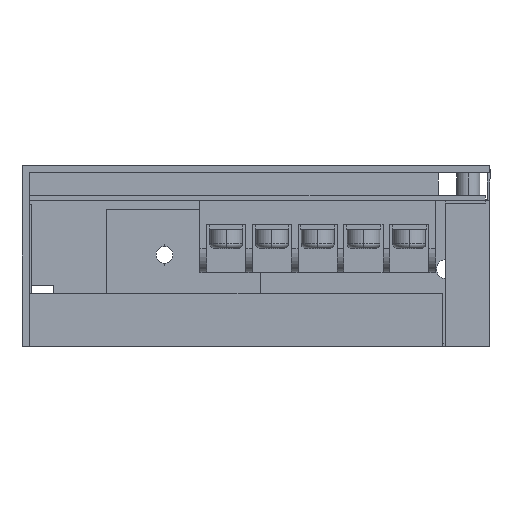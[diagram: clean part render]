
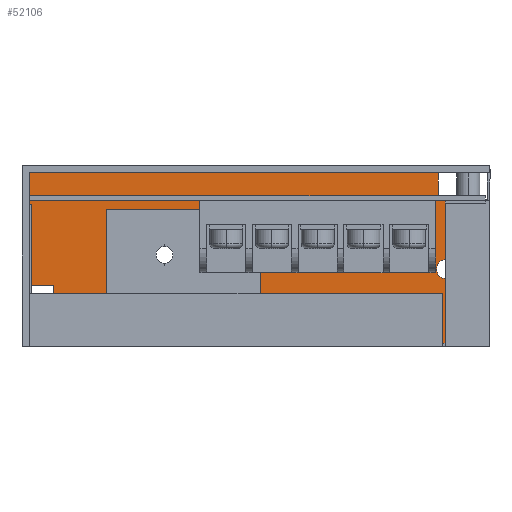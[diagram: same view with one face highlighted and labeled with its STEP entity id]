
A CAD part, left-side view. The second image highlights one B-rep face of the part: STEP entity #52106.
In plain terms, the highlighted planar face has unit normal (-1, 0, 0).
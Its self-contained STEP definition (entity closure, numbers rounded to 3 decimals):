
#453 = DIRECTION ( 'NONE',  ( 0., 1., 0. ) ) ;
#653 = DIRECTION ( 'NONE',  ( 1., 0., 0. ) ) ;
#2031 = CARTESIAN_POINT ( 'NONE',  ( 47.142, -68.667, 12.6 ) ) ;
#2213 = EDGE_CURVE ( 'NONE', #34174, #10803, #58705, .T. ) ;
#2418 = VERTEX_POINT ( 'NONE', #23744 ) ;
#4930 = ORIENTED_EDGE ( 'NONE', *, *, #23585, .T. ) ;
#5878 = ORIENTED_EDGE ( 'NONE', *, *, #46919, .F. ) ;
#6264 = CARTESIAN_POINT ( 'NONE',  ( 47.142, -58.667, 36.5 ) ) ;
#6860 = FACE_BOUND ( 'NONE', #29169, .T. ) ;
#6892 = LINE ( 'NONE', #12000, #11261 ) ;
#9173 = CARTESIAN_POINT ( 'NONE',  ( 47.142, -60.267, 14. ) ) ;
#9179 = LINE ( 'NONE', #32079, #29025 ) ;
#10570 = ORIENTED_EDGE ( 'NONE', *, *, #39922, .T. ) ;
#10803 = VERTEX_POINT ( 'NONE', #30133 ) ;
#11261 = VECTOR ( 'NONE', #33997, 1000. ) ;
#11373 = CARTESIAN_POINT ( 'NONE',  ( 47.142, -68.667, 12.6 ) ) ;
#11782 = EDGE_CURVE ( 'NONE', #10803, #34174, #36843, .T. ) ;
#12000 = CARTESIAN_POINT ( 'NONE',  ( 47.142, -68.667, 12.6 ) ) ;
#12155 = LINE ( 'NONE', #26593, #57277 ) ;
#12683 = CARTESIAN_POINT ( 'NONE',  ( 47.142, 26.133, 36. ) ) ;
#13260 = LINE ( 'NONE', #30736, #16540 ) ;
#13691 = LINE ( 'NONE', #50409, #28055 ) ;
#13771 = ORIENTED_EDGE ( 'NONE', *, *, #52230, .F. ) ;
#13981 = DIRECTION ( 'NONE',  ( 0., -1., 0. ) ) ;
#14403 = CARTESIAN_POINT ( 'NONE',  ( 47.142, 21.133, 0.6 ) ) ;
#15499 = CARTESIAN_POINT ( 'NONE',  ( 47.142, 26.133, 30.5 ) ) ;
#16540 = VECTOR ( 'NONE', #54212, 1000. ) ;
#17275 = ORIENTED_EDGE ( 'NONE', *, *, #54605, .F. ) ;
#19070 = VECTOR ( 'NONE', #52908, 1000. ) ;
#19103 = VECTOR ( 'NONE', #52233, 1000. ) ;
#19557 = CARTESIAN_POINT ( 'NONE',  ( 47.142, 26.133, 12.6 ) ) ;
#19718 = EDGE_CURVE ( 'NONE', #34319, #21378, #6892, .T. ) ;
#21378 = VERTEX_POINT ( 'NONE', #48667 ) ;
#22292 = DIRECTION ( 'NONE',  ( 0., 0., 1. ) ) ;
#22735 = CARTESIAN_POINT ( 'NONE',  ( 47.142, -58.667, 30.5 ) ) ;
#23512 = ORIENTED_EDGE ( 'NONE', *, *, #2213, .T. ) ;
#23515 = EDGE_CURVE ( 'NONE', #55899, #54755, #36903, .T. ) ;
#23585 = EDGE_CURVE ( 'NONE', #56570, #57864, #52530, .T. ) ;
#23744 = CARTESIAN_POINT ( 'NONE',  ( 47.142, -58.667, 36. ) ) ;
#25173 = VERTEX_POINT ( 'NONE', #51350 ) ;
#25220 = DIRECTION ( 'NONE',  ( 0., 0., -1. ) ) ;
#25305 = DIRECTION ( 'NONE',  ( 0., 0., -1. ) ) ;
#25367 = ORIENTED_EDGE ( 'NONE', *, *, #47911, .T. ) ;
#26593 = CARTESIAN_POINT ( 'NONE',  ( 47.142, -68.667, 0.6 ) ) ;
#27846 = CARTESIAN_POINT ( 'NONE',  ( 47.142, 10.233, 28.5 ) ) ;
#28055 = VECTOR ( 'NONE', #13981, 1000. ) ;
#28404 = DIRECTION ( 'NONE',  ( 1., 0., 0. ) ) ;
#29025 = VECTOR ( 'NONE', #54078, 1000. ) ;
#29169 = EDGE_LOOP ( 'NONE', ( #51317, #5878, #42636, #54912 ) ) ;
#30133 = CARTESIAN_POINT ( 'NONE',  ( 47.142, -60.267, 18. ) ) ;
#30258 = VERTEX_POINT ( 'NONE', #39930 ) ;
#30736 = CARTESIAN_POINT ( 'NONE',  ( 47.142, -68.667, 36. ) ) ;
#31588 = VECTOR ( 'NONE', #453, 1000. ) ;
#32079 = CARTESIAN_POINT ( 'NONE',  ( 47.142, 10.233, 6.5 ) ) ;
#32618 = VECTOR ( 'NONE', #40855, 1000. ) ;
#32884 = VECTOR ( 'NONE', #40435, 1000. ) ;
#32887 = DIRECTION ( 'NONE',  ( 0., 0., -1. ) ) ;
#33613 = AXIS2_PLACEMENT_3D ( 'NONE', #11373, #53215, #25220 ) ;
#33997 = DIRECTION ( 'NONE',  ( 0., 0., -1. ) ) ;
#34174 = VERTEX_POINT ( 'NONE', #9173 ) ;
#34259 = FACE_BOUND ( 'NONE', #43952, .T. ) ;
#34319 = VERTEX_POINT ( 'NONE', #42006 ) ;
#34465 = EDGE_LOOP ( 'NONE', ( #57055, #4930, #48178, #25367, #10570, #49954, #17275, #13771 ) ) ;
#34958 = AXIS2_PLACEMENT_3D ( 'NONE', #46726, #653, #32887 ) ;
#35209 = ORIENTED_EDGE ( 'NONE', *, *, #11782, .T. ) ;
#36507 = CARTESIAN_POINT ( 'NONE',  ( 47.142, 10.233, 28.5 ) ) ;
#36843 = CIRCLE ( 'NONE', #34958, 2. ) ;
#36903 = LINE ( 'NONE', #27846, #31588 ) ;
#37029 = CARTESIAN_POINT ( 'NONE',  ( 47.142, -21.767, 28.5 ) ) ;
#38358 = CARTESIAN_POINT ( 'NONE',  ( 47.142, 10.233, 28.5 ) ) ;
#39922 = EDGE_CURVE ( 'NONE', #50813, #21378, #12155, .T. ) ;
#39930 = CARTESIAN_POINT ( 'NONE',  ( 47.142, 10.233, 6.5 ) ) ;
#40435 = DIRECTION ( 'NONE',  ( 0., 0., -1. ) ) ;
#40855 = DIRECTION ( 'NONE',  ( 0., 0., -1. ) ) ;
#42006 = CARTESIAN_POINT ( 'NONE',  ( 47.142, -68.667, 30.5 ) ) ;
#42636 = ORIENTED_EDGE ( 'NONE', *, *, #48972, .F. ) ;
#42879 = CARTESIAN_POINT ( 'NONE',  ( 47.142, -21.767, 28.5 ) ) ;
#42995 = PLANE ( 'NONE',  #33613 ) ;
#43952 = EDGE_LOOP ( 'NONE', ( #23512, #35209 ) ) ;
#45247 = AXIS2_PLACEMENT_3D ( 'NONE', #51296, #28404, #25305 ) ;
#45478 = LINE ( 'NONE', #37029, #51937 ) ;
#46618 = CARTESIAN_POINT ( 'NONE',  ( 47.142, -21.767, 6.5 ) ) ;
#46726 = CARTESIAN_POINT ( 'NONE',  ( 47.142, -60.267, 16. ) ) ;
#46919 = EDGE_CURVE ( 'NONE', #52037, #55899, #45478, .T. ) ;
#47339 = LINE ( 'NONE', #57250, #53966 ) ;
#47519 = LINE ( 'NONE', #6264, #32618 ) ;
#47911 = EDGE_CURVE ( 'NONE', #25173, #50813, #47339, .T. ) ;
#48178 = ORIENTED_EDGE ( 'NONE', *, *, #50943, .T. ) ;
#48233 = DIRECTION ( 'NONE',  ( 0., 0., -1. ) ) ;
#48667 = CARTESIAN_POINT ( 'NONE',  ( 47.142, -68.667, 0.6 ) ) ;
#48923 = VERTEX_POINT ( 'NONE', #22735 ) ;
#48972 = EDGE_CURVE ( 'NONE', #30258, #52037, #9179, .T. ) ;
#49954 = ORIENTED_EDGE ( 'NONE', *, *, #19718, .F. ) ;
#50409 = CARTESIAN_POINT ( 'NONE',  ( 47.142, -68.667, 30.5 ) ) ;
#50813 = VERTEX_POINT ( 'NONE', #14403 ) ;
#50943 = EDGE_CURVE ( 'NONE', #57864, #25173, #52616, .T. ) ;
#51296 = CARTESIAN_POINT ( 'NONE',  ( 47.142, -60.267, 16. ) ) ;
#51317 = ORIENTED_EDGE ( 'NONE', *, *, #23515, .F. ) ;
#51350 = CARTESIAN_POINT ( 'NONE',  ( 47.142, 21.133, 12.6 ) ) ;
#51937 = VECTOR ( 'NONE', #22292, 1000. ) ;
#52037 = VERTEX_POINT ( 'NONE', #46618 ) ;
#52106 = ADVANCED_FACE ( 'NONE', ( #57143, #34259, #6860 ), #42995, .F. ) ;
#52230 = EDGE_CURVE ( 'NONE', #2418, #48923, #47519, .T. ) ;
#52233 = DIRECTION ( 'NONE',  ( 0., 0., -1. ) ) ;
#52530 = LINE ( 'NONE', #15499, #19103 ) ;
#52616 = LINE ( 'NONE', #2031, #19070 ) ;
#52908 = DIRECTION ( 'NONE',  ( 0., -1., 0. ) ) ;
#53215 = DIRECTION ( 'NONE',  ( 1., 0., 0. ) ) ;
#53966 = VECTOR ( 'NONE', #48233, 1000. ) ;
#54078 = DIRECTION ( 'NONE',  ( 0., -1., 0. ) ) ;
#54212 = DIRECTION ( 'NONE',  ( 0., -1., 0. ) ) ;
#54284 = LINE ( 'NONE', #36507, #32884 ) ;
#54605 = EDGE_CURVE ( 'NONE', #48923, #34319, #13691, .T. ) ;
#54755 = VERTEX_POINT ( 'NONE', #38358 ) ;
#54903 = EDGE_CURVE ( 'NONE', #54755, #30258, #54284, .T. ) ;
#54912 = ORIENTED_EDGE ( 'NONE', *, *, #54903, .F. ) ;
#55307 = EDGE_CURVE ( 'NONE', #56570, #2418, #13260, .T. ) ;
#55899 = VERTEX_POINT ( 'NONE', #42879 ) ;
#56570 = VERTEX_POINT ( 'NONE', #12683 ) ;
#57055 = ORIENTED_EDGE ( 'NONE', *, *, #55307, .F. ) ;
#57143 = FACE_OUTER_BOUND ( 'NONE', #34465, .T. ) ;
#57250 = CARTESIAN_POINT ( 'NONE',  ( 47.142, 21.133, 12.6 ) ) ;
#57277 = VECTOR ( 'NONE', #58815, 1000. ) ;
#57864 = VERTEX_POINT ( 'NONE', #19557 ) ;
#58705 = CIRCLE ( 'NONE', #45247, 2. ) ;
#58815 = DIRECTION ( 'NONE',  ( 0., -1., 0. ) ) ;
